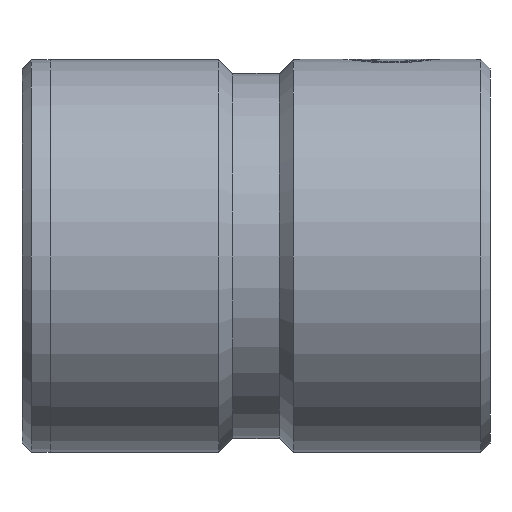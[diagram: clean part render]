
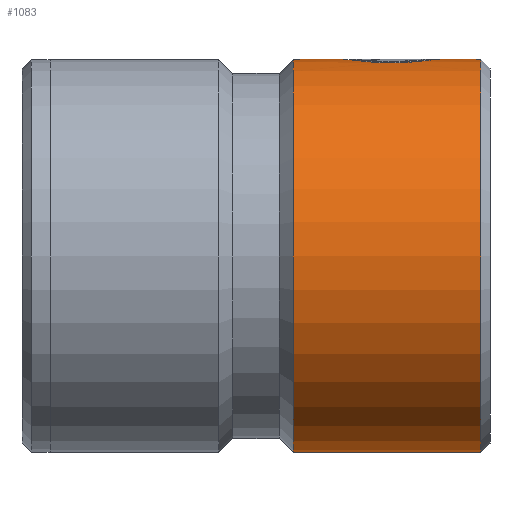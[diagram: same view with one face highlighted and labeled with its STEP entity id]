
A CAD part, left-side view. The second image highlights one B-rep face of the part: STEP entity #1083.
In plain terms, the highlighted cylindrical face has radius 21 mm (diameter 42 mm), a partial arc.
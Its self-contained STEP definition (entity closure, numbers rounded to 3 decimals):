
#11 = CARTESIAN_POINT ( 'NONE',  ( -1.847, 6.191, 20.92 ) ) ;
#26 = DIRECTION ( 'NONE',  ( 0., -1., 0. ) ) ;
#36 = CARTESIAN_POINT ( 'NONE',  ( 0., 0., 0. ) ) ;
#37 = EDGE_CURVE ( 'NONE', #747, #892, #1290, .T. ) ;
#81 = VERTEX_POINT ( 'NONE', #347 ) ;
#119 = CARTESIAN_POINT ( 'NONE',  ( -2.51, 14.281, 20.851 ) ) ;
#136 = CARTESIAN_POINT ( 'NONE',  ( -2.51, 6.783, 20.851 ) ) ;
#163 = DIRECTION ( 'NONE',  ( 0., -1., 0. ) ) ;
#170 = VERTEX_POINT ( 'NONE', #793 ) ;
#198 = CARTESIAN_POINT ( 'NONE',  ( 0., 0., 21. ) ) ;
#209 = CARTESIAN_POINT ( 'NONE',  ( 0., 21., -21. ) ) ;
#230 = EDGE_CURVE ( 'NONE', #522, #170, #718, .T. ) ;
#246 = CARTESIAN_POINT ( 'NONE',  ( -1.847, 14.873, 20.92 ) ) ;
#261 = EDGE_CURVE ( 'NONE', #344, #81, #838, .T. ) ;
#262 = CARTESIAN_POINT ( 'NONE',  ( -3.063, 7.469, 20.776 ) ) ;
#305 = ORIENTED_EDGE ( 'NONE', *, *, #642, .F. ) ;
#336 = VECTOR ( 'NONE', #577, 1000. ) ;
#341 = EDGE_LOOP ( 'NONE', ( #305, #407, #641, #356, #721, #1564, #714 ) ) ;
#343 = CARTESIAN_POINT ( 'NONE',  ( -0.284, 5.368, 21. ) ) ;
#344 = VERTEX_POINT ( 'NONE', #1350 ) ;
#347 = CARTESIAN_POINT ( 'NONE',  ( 0., 15.774, 21. ) ) ;
#356 = ORIENTED_EDGE ( 'NONE', *, *, #230, .F. ) ;
#384 = CARTESIAN_POINT ( 'NONE',  ( -1.104, 15.346, 20.973 ) ) ;
#398 = CARTESIAN_POINT ( 'NONE',  ( -3.501, 8.241, 20.707 ) ) ;
#407 = ORIENTED_EDGE ( 'NONE', *, *, #37, .T. ) ;
#439 = DIRECTION ( 'NONE',  ( 0., -1., 0. ) ) ;
#497 = CARTESIAN_POINT ( 'NONE',  ( -3.999, 10.532, 20.616 ) ) ;
#501 = CARTESIAN_POINT ( 'NONE',  ( -3.879, 11.706, 20.639 ) ) ;
#506 = CARTESIAN_POINT ( 'NONE',  ( -0.284, 15.696, 21. ) ) ;
#522 = VERTEX_POINT ( 'NONE', #1592 ) ;
#523 = CARTESIAN_POINT ( 'NONE',  ( -3.806, 9.069, 20.652 ) ) ;
#577 = DIRECTION ( 'NONE',  ( 0., -1., 0. ) ) ;
#603 = CARTESIAN_POINT ( 'NONE',  ( -0.561, 5.469, 20.994 ) ) ;
#636 = CARTESIAN_POINT ( 'NONE',  ( -3.618, 12.552, 20.686 ) ) ;
#641 = ORIENTED_EDGE ( 'NONE', *, *, #1270, .T. ) ;
#642 = EDGE_CURVE ( 'NONE', #747, #81, #1352, .T. ) ;
#651 = CYLINDRICAL_SURFACE ( 'NONE', #1150, 21. ) ;
#655 = AXIS2_PLACEMENT_3D ( 'NONE', #1199, #439, #1335 ) ;
#660 = CARTESIAN_POINT ( 'NONE',  ( -3.974, 9.941, 20.621 ) ) ;
#673 = EDGE_CURVE ( 'NONE', #705, #522, #972, .T. ) ;
#705 = VERTEX_POINT ( 'NONE', #1107 ) ;
#714 = ORIENTED_EDGE ( 'NONE', *, *, #261, .T. ) ;
#718 = CIRCLE ( 'NONE', #655, 21. ) ;
#721 = ORIENTED_EDGE ( 'NONE', *, *, #673, .F. ) ;
#740 = B_SPLINE_CURVE_WITH_KNOTS ( 'NONE', 3,
 ( #1613, #343, #603, #1486, #780, #11, #904, #136, #1035, #262, #1153, #398, #1288, #523, #1418, #660, #1538, #785 ),
 .UNSPECIFIED., .F., .F.,
 ( 4, 2, 2, 2, 2, 2, 2, 2, 4 ),
 ( 0.001, 0.002, 0.003, 0.004, 0.004, 0.005, 0.006, 0.007, 0.008 ),
 .UNSPECIFIED. ) ;
#747 = VERTEX_POINT ( 'NONE', #1316 ) ;
#766 = CARTESIAN_POINT ( 'NONE',  ( -3.224, 13.345, 20.752 ) ) ;
#780 = CARTESIAN_POINT ( 'NONE',  ( -1.36, 5.863, 20.957 ) ) ;
#784 = VECTOR ( 'NONE', #1337, 1000. ) ;
#785 = CARTESIAN_POINT ( 'NONE',  ( -3.999, 10.532, 20.616 ) ) ;
#793 = CARTESIAN_POINT ( 'NONE',  ( 0., 1., -21. ) ) ;
#794 = CARTESIAN_POINT ( 'NONE',  ( 0., 21., 0. ) ) ;
#802 = DIRECTION ( 'NONE',  ( 0., 0., -1. ) ) ;
#838 = B_SPLINE_CURVE_WITH_KNOTS ( 'NONE', 3,
 ( #497, #1397, #1267, #501, #1401, #636, #1518, #766, #1654, #886, #119, #1018, #246, #1135, #384, #1271, #506, #1404 ),
 .UNSPECIFIED., .F., .F.,
 ( 4, 2, 2, 2, 2, 2, 2, 2, 4 ),
 ( 0.008, 0.009, 0.01, 0.011, 0.011, 0.012, 0.013, 0.014, 0.015 ),
 .UNSPECIFIED. ) ;
#886 = CARTESIAN_POINT ( 'NONE',  ( -2.706, 14.062, 20.826 ) ) ;
#891 = EDGE_CURVE ( 'NONE', #705, #344, #740, .T. ) ;
#892 = VERTEX_POINT ( 'NONE', #209 ) ;
#904 = CARTESIAN_POINT ( 'NONE',  ( -2.078, 6.375, 20.898 ) ) ;
#916 = DIRECTION ( 'NONE',  ( 0., 0., -1. ) ) ;
#972 = LINE ( 'NONE', #198, #1261 ) ;
#1018 = CARTESIAN_POINT ( 'NONE',  ( -2.081, 14.686, 20.898 ) ) ;
#1027 = AXIS2_PLACEMENT_3D ( 'NONE', #794, #26, #916 ) ;
#1035 = CARTESIAN_POINT ( 'NONE',  ( -2.707, 7.003, 20.826 ) ) ;
#1083 = ADVANCED_FACE ( 'NONE', ( #1532 ), #651, .T. ) ;
#1107 = CARTESIAN_POINT ( 'NONE',  ( 0., 5.29, 21. ) ) ;
#1123 = LINE ( 'NONE', #1516, #784 ) ;
#1135 = CARTESIAN_POINT ( 'NONE',  ( -1.36, 15.202, 20.957 ) ) ;
#1150 = AXIS2_PLACEMENT_3D ( 'NONE', #36, #163, #802 ) ;
#1153 = CARTESIAN_POINT ( 'NONE',  ( -3.222, 7.716, 20.752 ) ) ;
#1199 = CARTESIAN_POINT ( 'NONE',  ( 0., 1., 0. ) ) ;
#1261 = VECTOR ( 'NONE', #1349, 1000. ) ;
#1267 = CARTESIAN_POINT ( 'NONE',  ( -3.975, 11.12, 20.62 ) ) ;
#1270 = EDGE_CURVE ( 'NONE', #892, #170, #1123, .T. ) ;
#1271 = CARTESIAN_POINT ( 'NONE',  ( -0.567, 15.593, 20.994 ) ) ;
#1288 = CARTESIAN_POINT ( 'NONE',  ( -3.618, 8.512, 20.686 ) ) ;
#1290 = CIRCLE ( 'NONE', #1027, 21. ) ;
#1316 = CARTESIAN_POINT ( 'NONE',  ( 0., 21., 21. ) ) ;
#1335 = DIRECTION ( 'NONE',  ( 0., 0., -1. ) ) ;
#1337 = DIRECTION ( 'NONE',  ( 0., -1., 0. ) ) ;
#1341 = CARTESIAN_POINT ( 'NONE',  ( 0., 0., 21. ) ) ;
#1349 = DIRECTION ( 'NONE',  ( 0., -1., 0. ) ) ;
#1350 = CARTESIAN_POINT ( 'NONE',  ( -3.999, 10.532, 20.616 ) ) ;
#1352 = LINE ( 'NONE', #1341, #336 ) ;
#1397 = CARTESIAN_POINT ( 'NONE',  ( -3.999, 10.826, 20.616 ) ) ;
#1401 = CARTESIAN_POINT ( 'NONE',  ( -3.806, 11.995, 20.652 ) ) ;
#1404 = CARTESIAN_POINT ( 'NONE',  ( 0., 15.774, 21. ) ) ;
#1418 = CARTESIAN_POINT ( 'NONE',  ( -3.878, 9.354, 20.639 ) ) ;
#1486 = CARTESIAN_POINT ( 'NONE',  ( -1.103, 5.718, 20.973 ) ) ;
#1516 = CARTESIAN_POINT ( 'NONE',  ( 0., 0., -21. ) ) ;
#1518 = CARTESIAN_POINT ( 'NONE',  ( -3.501, 12.822, 20.707 ) ) ;
#1532 = FACE_OUTER_BOUND ( 'NONE', #341, .T. ) ;
#1538 = CARTESIAN_POINT ( 'NONE',  ( -3.999, 10.238, 20.616 ) ) ;
#1564 = ORIENTED_EDGE ( 'NONE', *, *, #891, .T. ) ;
#1592 = CARTESIAN_POINT ( 'NONE',  ( 0., 1., 21. ) ) ;
#1613 = CARTESIAN_POINT ( 'NONE',  ( 0., 5.29, 21. ) ) ;
#1654 = CARTESIAN_POINT ( 'NONE',  ( -3.062, 13.596, 20.776 ) ) ;
